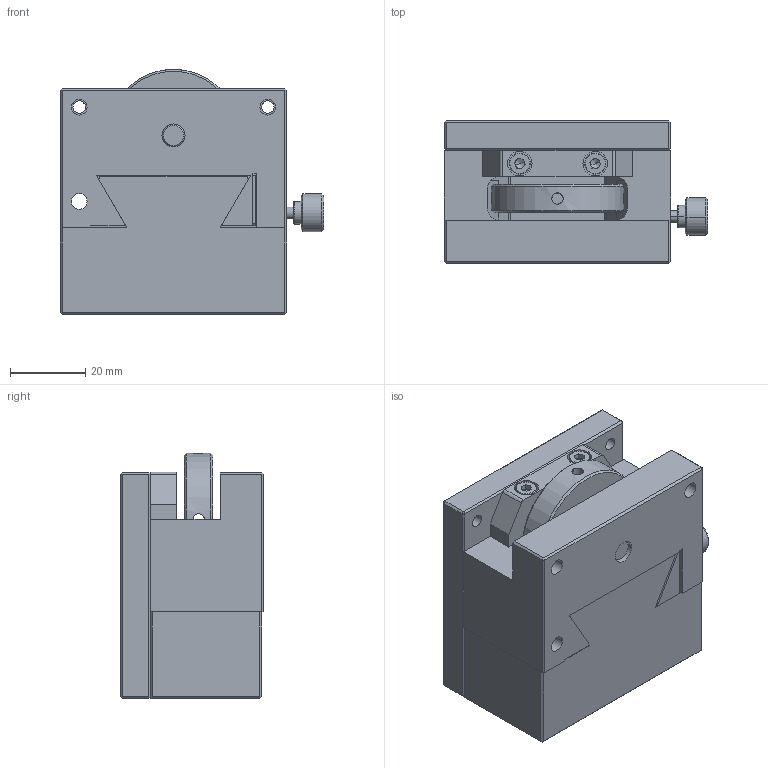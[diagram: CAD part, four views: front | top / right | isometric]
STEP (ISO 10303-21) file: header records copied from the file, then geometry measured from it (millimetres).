
FILE_DESCRIPTION (( 'STEP AP214' ), '1' );
FILE_NAME ('SEMC3A-60-3D.STEP', '2019-12-17T05:37:01', ( '' ), ( '' ), 'SwSTEP 2.0', 'SolidWorks 2017', '' );
FILE_SCHEMA (( 'AUTOMOTIVE_DESIGN' ));
Length unit declared in the file: millimetre
Products named in the file (1): SEMC3A-60-3D
Bounding box: 69.8 x 38 x 65 mm (x, y, z)
Surface area: 34116.6 mm2 (no closed solid volume)
Topology: 0 solids, 17 shells, 278 faces, 794 edges, 509 vertices
Faces by surface type: plane 163, cylinder 75, cone 24, torus 16
Entity records: 12232 total; most frequent: CARTESIAN_POINT 1780, DIRECTION 1611, ORIENTED_EDGE 1374, EDGE_CURVE 780, AXIS2_PLACEMENT_3D 564, VERTEX_POINT 509, LINE 483, VECTOR 483
